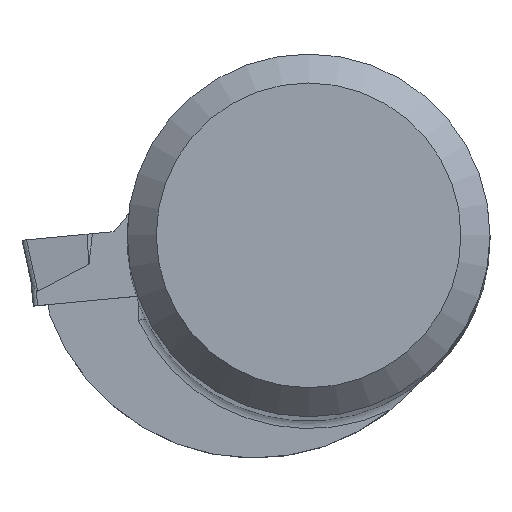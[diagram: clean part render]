
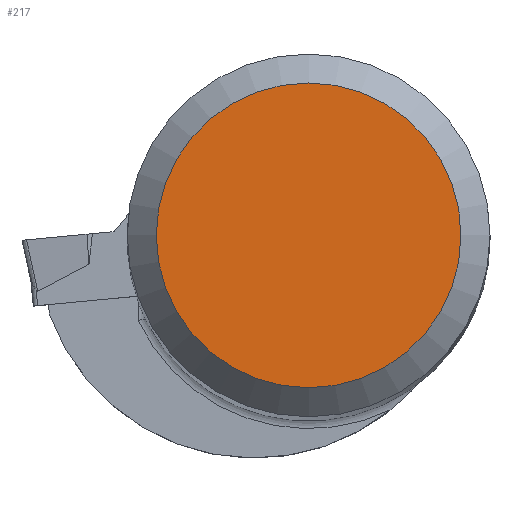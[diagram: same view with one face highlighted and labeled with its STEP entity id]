
A CAD part, top view. The second image highlights one B-rep face of the part: STEP entity #217.
In plain terms, the highlighted planar face has unit normal (0, 0, 1).
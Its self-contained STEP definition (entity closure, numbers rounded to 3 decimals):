
#135=PLANE('',#1997);
#217=ADVANCED_FACE('TB_BL_N10_SU6',(#353),#135,.T.);
#353=FACE_OUTER_BOUND('',#453,.T.);
#453=EDGE_LOOP('',(#1014));
#818=CIRCLE('',#1996,10.5);
#1014=ORIENTED_EDGE('',*,*,#1669,.T.);
#1470=VERTEX_POINT('',#3069);
#1669=EDGE_CURVE('',#1470,#1470,#818,.T.);
#1996=AXIS2_PLACEMENT_3D('',#3068,#2292,#2293);
#1997=AXIS2_PLACEMENT_3D('',#3070,#2294,#2295);
#2292=DIRECTION('',(0.,0.,1.));
#2293=DIRECTION('',(1.,0.,0.));
#2294=DIRECTION('',(0.,0.,1.));
#2295=DIRECTION('',(1.,0.,0.));
#3068=CARTESIAN_POINT('',(0.,0.,0.));
#3069=CARTESIAN_POINT('',(10.5,0.,0.));
#3070=CARTESIAN_POINT('',(0.,0.,0.));
